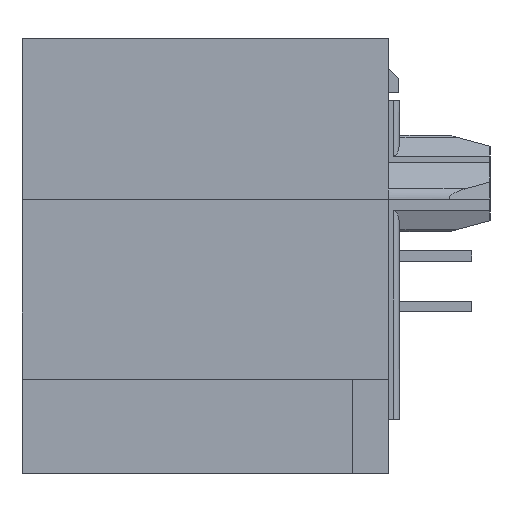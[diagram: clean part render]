
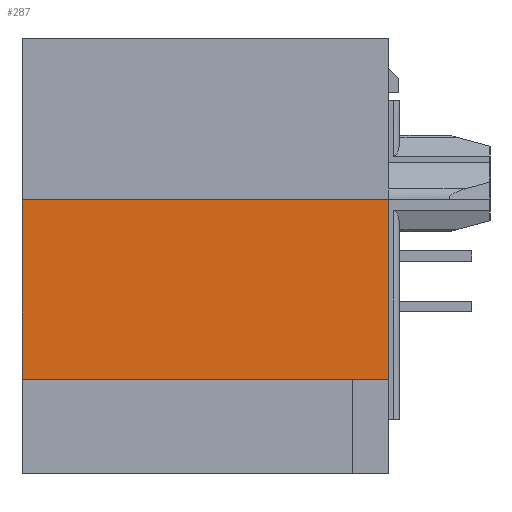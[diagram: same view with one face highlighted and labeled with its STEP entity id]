
A CAD part, left-side view. The second image highlights one B-rep face of the part: STEP entity #287.
In plain terms, the highlighted planar face has unit normal (-1, 0, 0).
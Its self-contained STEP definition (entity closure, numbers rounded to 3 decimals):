
#287=ADVANCED_FACE('',(#1143),#1144,.T.);
#1143=FACE_OUTER_BOUND('',#2331,.T.);
#1144=PLANE('',#2332);
#2331=EDGE_LOOP('',(#5378,#5379,#5380,#5381));
#2332=AXIS2_PLACEMENT_3D('',#5382,#5383,#5384);
#5378=ORIENTED_EDGE('',*,*,#9019,.F.);
#5379=ORIENTED_EDGE('',*,*,#9186,.F.);
#5380=ORIENTED_EDGE('',*,*,#9189,.T.);
#5381=ORIENTED_EDGE('',*,*,#9198,.T.);
#5382=CARTESIAN_POINT('',(-15.748,13.208,0.0));
#5383=DIRECTION('',(-1.0,0.0,0.0));
#5384=DIRECTION('',(0.0,0.0,1.0));
#9019=EDGE_CURVE('',#11455,#11457,#11458,.T.);
#9186=EDGE_CURVE('',#11726,#11455,#11727,.T.);
#9189=EDGE_CURVE('',#11726,#11730,#11732,.T.);
#9198=EDGE_CURVE('',#11730,#11457,#11746,.T.);
#11455=VERTEX_POINT('',#15043);
#11457=VERTEX_POINT('',#15046);
#11458=LINE('',#15047,#15048);
#11726=VERTEX_POINT('',#15586);
#11727=LINE('',#15587,#15588);
#11730=VERTEX_POINT('',#15592);
#11732=LINE('',#15595,#15596);
#11746=LINE('',#15618,#15619);
#15043=CARTESIAN_POINT('',(-15.748,0.381,-5.639));
#15046=CARTESIAN_POINT('',(-15.748,0.381,-11.938));
#15047=CARTESIAN_POINT('',(-15.748,0.381,-5.639));
#15048=VECTOR('',#18239,6.299);
#15586=CARTESIAN_POINT('',(-15.748,13.208,-5.639));
#15587=CARTESIAN_POINT('',(-15.748,13.208,-5.639));
#15588=VECTOR('',#18412,12.827);
#15592=CARTESIAN_POINT('',(-15.748,13.208,-11.938));
#15595=CARTESIAN_POINT('',(-15.748,13.208,-5.639));
#15596=VECTOR('',#18415,6.299);
#15618=CARTESIAN_POINT('',(-15.748,13.208,-11.938));
#15619=VECTOR('',#18424,12.827);
#18239=DIRECTION('',(0.0,0.0,-1.0));
#18412=DIRECTION('',(0.0,-1.0,0.0));
#18415=DIRECTION('',(0.0,0.0,-1.0));
#18424=DIRECTION('',(0.0,-1.0,0.0));
